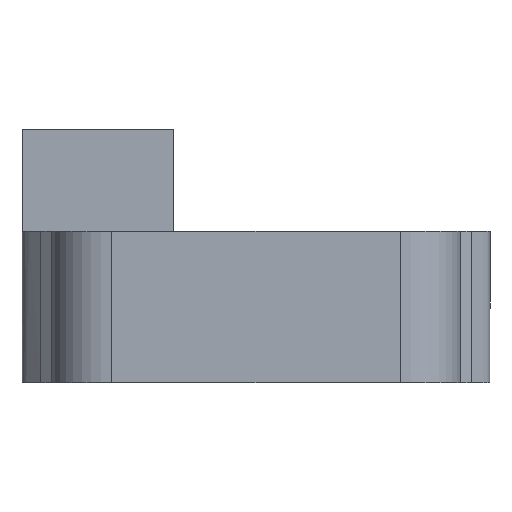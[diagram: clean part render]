
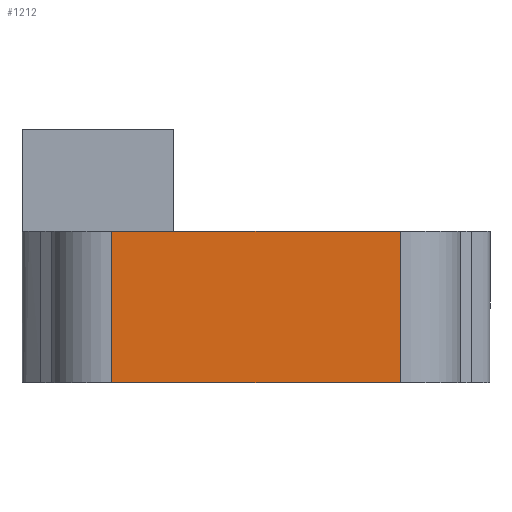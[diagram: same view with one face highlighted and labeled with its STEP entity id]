
A CAD part, front view. The second image highlights one B-rep face of the part: STEP entity #1212.
In plain terms, the highlighted planar face has unit normal (0, -1, 0).
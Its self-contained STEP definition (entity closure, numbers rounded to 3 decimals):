
#69=FACE_OUTER_BOUND('',#135,.T.);
#135=EDGE_LOOP('',(#846,#847,#848,#849));
#211=LINE('',#1753,#358);
#213=LINE('',#1762,#360);
#218=LINE('',#1778,#365);
#231=LINE('',#1804,#378);
#358=VECTOR('',#1389,10.);
#360=VECTOR('',#1399,10.);
#365=VECTOR('',#1406,10.);
#378=VECTOR('',#1421,10.);
#517=VERTEX_POINT('',#1749);
#519=VERTEX_POINT('',#1752);
#521=VERTEX_POINT('',#1758);
#522=VERTEX_POINT('',#1760);
#637=EDGE_CURVE('',#517,#519,#211,.T.);
#642=EDGE_CURVE('',#521,#522,#213,.T.);
#649=EDGE_CURVE('',#521,#517,#218,.T.);
#662=EDGE_CURVE('',#519,#522,#231,.T.);
#846=ORIENTED_EDGE('',*,*,#637,.F.);
#847=ORIENTED_EDGE('',*,*,#649,.F.);
#848=ORIENTED_EDGE('',*,*,#642,.T.);
#849=ORIENTED_EDGE('',*,*,#662,.F.);
#1159=PLANE('',#1295);
#1212=ADVANCED_FACE('',(#69),#1159,.T.);
#1295=AXIS2_PLACEMENT_3D('',#1803,#1419,#1420);
#1389=DIRECTION('',(0.,0.,1.));
#1399=DIRECTION('',(0.,0.,1.));
#1406=DIRECTION('',(-1.,0.,0.));
#1419=DIRECTION('center_axis',(0.,-1.,0.));
#1420=DIRECTION('ref_axis',(0.,0.,-1.));
#1421=DIRECTION('',(1.,0.,0.));
#1749=CARTESIAN_POINT('',(8.45,8.,53.878));
#1752=CARTESIAN_POINT('',(8.45,8.,73.878));
#1753=CARTESIAN_POINT('',(8.45,8.,73.878));
#1758=CARTESIAN_POINT('',(46.55,8.,53.878));
#1760=CARTESIAN_POINT('',(46.55,8.,73.878));
#1762=CARTESIAN_POINT('',(46.55,8.,73.878));
#1778=CARTESIAN_POINT('',(-1.,8.,53.878));
#1803=CARTESIAN_POINT('Origin',(11.45,8.,63.878));
#1804=CARTESIAN_POINT('',(-1.,8.,73.878));
